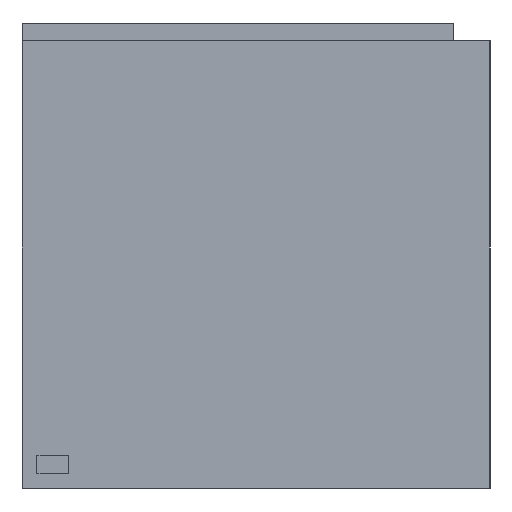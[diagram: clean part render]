
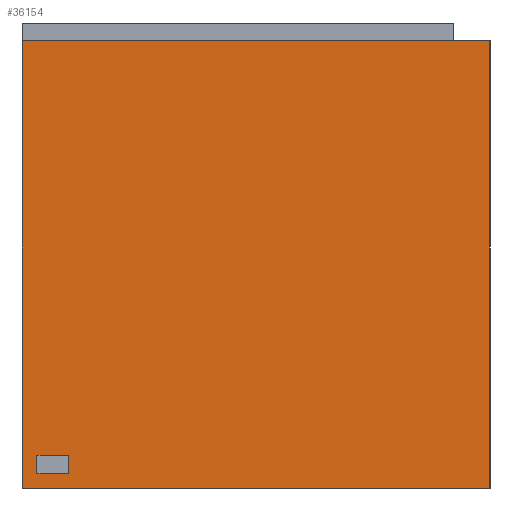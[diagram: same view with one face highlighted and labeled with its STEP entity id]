
A CAD part, left-side view. The second image highlights one B-rep face of the part: STEP entity #36154.
In plain terms, the highlighted planar face has unit normal (-1, 0, 0).
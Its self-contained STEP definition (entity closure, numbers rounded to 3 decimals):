
#2086=PLANE('',#39640);
#4062=FACE_OUTER_BOUND('',#6199,.T.);
#6199=EDGE_LOOP('',(#33657,#33658,#33659,#33660));
#9862=LINE('',#68479,#13275);
#9889=LINE('',#68594,#13302);
#9891=LINE('',#68598,#13304);
#9892=LINE('',#68600,#13305);
#13275=VECTOR('',#49755,1.);
#13302=VECTOR('',#49878,1.);
#13304=VECTOR('',#49882,1.);
#13305=VECTOR('',#49885,1.);
#17988=VERTEX_POINT('',#68476);
#17989=VERTEX_POINT('',#68478);
#18029=VERTEX_POINT('',#68592);
#18030=VERTEX_POINT('',#68596);
#23182=EDGE_CURVE('',#17988,#17989,#9862,.T.);
#23237=EDGE_CURVE('',#18029,#17988,#9889,.T.);
#23239=EDGE_CURVE('',#18030,#18029,#9891,.T.);
#23240=EDGE_CURVE('',#17989,#18030,#9892,.T.);
#33657=ORIENTED_EDGE('',*,*,#23240,.F.);
#33658=ORIENTED_EDGE('',*,*,#23182,.F.);
#33659=ORIENTED_EDGE('',*,*,#23237,.F.);
#33660=ORIENTED_EDGE('',*,*,#23239,.F.);
#36154=ADVANCED_FACE('',(#4062),#2086,.F.);
#39640=AXIS2_PLACEMENT_3D('',#68601,#49886,#49887);
#49755=DIRECTION('',(0.,1.,0.));
#49878=DIRECTION('',(0.,0.,-1.));
#49882=DIRECTION('',(0.,-1.,0.));
#49885=DIRECTION('',(0.,0.,1.));
#49886=DIRECTION('center_axis',(1.,0.,0.));
#49887=DIRECTION('ref_axis',(0.,0.,-1.));
#68476=CARTESIAN_POINT('',(0.,-439.,0.));
#68478=CARTESIAN_POINT('',(0.,0.,0.));
#68479=CARTESIAN_POINT('',(0.,-439.,0.));
#68592=CARTESIAN_POINT('',(0.,-439.,420.));
#68594=CARTESIAN_POINT('',(0.,-439.,420.));
#68596=CARTESIAN_POINT('',(0.,0.,420.));
#68598=CARTESIAN_POINT('',(0.,0.,420.));
#68600=CARTESIAN_POINT('',(0.,0.,0.));
#68601=CARTESIAN_POINT('Origin',(0.,-219.5,210.));
